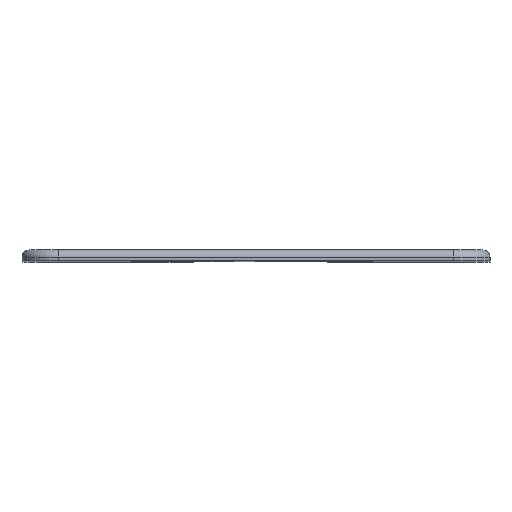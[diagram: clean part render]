
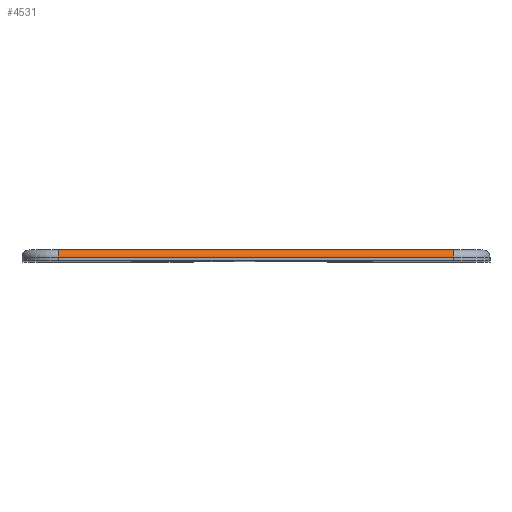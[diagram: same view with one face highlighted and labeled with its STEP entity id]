
A CAD part, top view. The second image highlights one B-rep face of the part: STEP entity #4531.
In plain terms, the highlighted cylindrical face has radius 1 mm (diameter 2 mm), a partial arc.
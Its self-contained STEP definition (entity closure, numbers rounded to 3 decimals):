
#27=CYLINDRICAL_SURFACE('',#4767,1.);
#179=CIRCLE('',#4765,1.);
#181=CIRCLE('',#4768,1.);
#395=FACE_OUTER_BOUND('',#672,.T.);
#672=EDGE_LOOP('',(#3820,#3821,#3822,#3823));
#1003=LINE('',#8476,#1362);
#1035=LINE('',#8623,#1394);
#1362=VECTOR('',#5219,10.);
#1394=VECTOR('',#5345,10.);
#2079=VERTEX_POINT('',#8473);
#2080=VERTEX_POINT('',#8475);
#2147=VERTEX_POINT('',#8617);
#2148=VERTEX_POINT('',#8621);
#2665=EDGE_CURVE('',#2080,#2079,#1003,.T.);
#2736=EDGE_CURVE('',#2147,#2079,#179,.T.);
#2738=EDGE_CURVE('',#2148,#2080,#181,.T.);
#2739=EDGE_CURVE('',#2147,#2148,#1035,.T.);
#3820=ORIENTED_EDGE('',*,*,#2738,.T.);
#3821=ORIENTED_EDGE('',*,*,#2665,.T.);
#3822=ORIENTED_EDGE('',*,*,#2736,.F.);
#3823=ORIENTED_EDGE('',*,*,#2739,.T.);
#4531=ADVANCED_FACE('',(#395),#27,.T.);
#4765=AXIS2_PLACEMENT_3D('',#8618,#5337,#5338);
#4767=AXIS2_PLACEMENT_3D('',#8620,#5341,#5342);
#4768=AXIS2_PLACEMENT_3D('',#8622,#5343,#5344);
#5219=DIRECTION('',(-1.,0.,0.));
#5337=DIRECTION('center_axis',(-1.,0.,0.));
#5338=DIRECTION('ref_axis',(0.,0.,1.));
#5341=DIRECTION('center_axis',(1.,0.,0.));
#5342=DIRECTION('ref_axis',(0.,0.707,0.707));
#5343=DIRECTION('center_axis',(-1.,0.,0.));
#5344=DIRECTION('ref_axis',(0.,0.,1.));
#5345=DIRECTION('',(1.,0.,0.));
#8473=CARTESIAN_POINT('',(30.49,1.5,69.19));
#8475=CARTESIAN_POINT('',(84.89,1.5,69.19));
#8476=CARTESIAN_POINT('',(41.59,1.5,69.19));
#8617=CARTESIAN_POINT('',(30.49,0.5,70.19));
#8618=CARTESIAN_POINT('Origin',(30.49,0.5,69.19));
#8620=CARTESIAN_POINT('Origin',(41.59,0.5,69.19));
#8621=CARTESIAN_POINT('',(84.89,0.5,70.19));
#8622=CARTESIAN_POINT('Origin',(84.89,0.5,69.19));
#8623=CARTESIAN_POINT('',(41.59,0.5,70.19));
